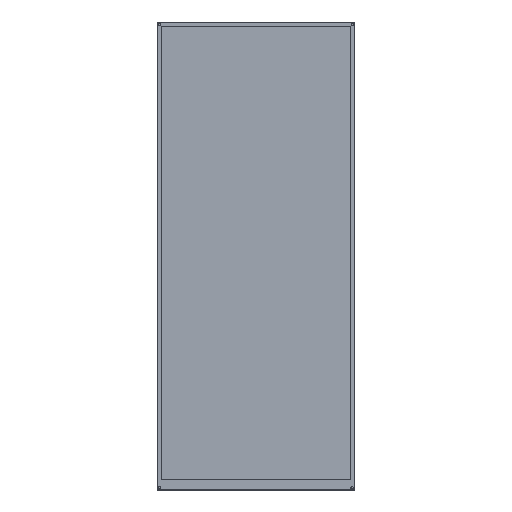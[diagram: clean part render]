
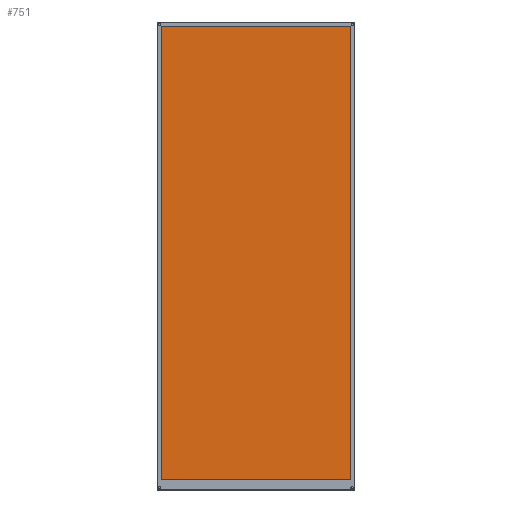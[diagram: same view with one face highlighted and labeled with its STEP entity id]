
A CAD part, top view. The second image highlights one B-rep face of the part: STEP entity #751.
In plain terms, the highlighted planar face has unit normal (0, 0, 1).
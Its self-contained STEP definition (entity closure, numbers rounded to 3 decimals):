
#51=PLANE('',#839);
#93=FACE_OUTER_BOUND('',#147,.T.);
#147=EDGE_LOOP('',(#687,#688,#689,#690));
#155=LINE('',#1097,#225);
#206=LINE('',#1250,#276);
#210=LINE('',#1257,#280);
#212=LINE('',#1260,#282);
#225=VECTOR('',#883,10.);
#276=VECTOR('',#1034,10.);
#280=VECTOR('',#1040,10.);
#282=VECTOR('',#1044,10.);
#331=VERTEX_POINT('',#1094);
#332=VERTEX_POINT('',#1096);
#383=VERTEX_POINT('',#1248);
#384=VERTEX_POINT('',#1249);
#403=EDGE_CURVE('',#332,#331,#155,.T.);
#478=EDGE_CURVE('',#383,#384,#206,.T.);
#482=EDGE_CURVE('',#384,#332,#210,.T.);
#484=EDGE_CURVE('',#331,#383,#212,.T.);
#687=ORIENTED_EDGE('',*,*,#478,.T.);
#688=ORIENTED_EDGE('',*,*,#482,.T.);
#689=ORIENTED_EDGE('',*,*,#403,.T.);
#690=ORIENTED_EDGE('',*,*,#484,.T.);
#751=ADVANCED_FACE('',(#93),#51,.T.);
#839=AXIS2_PLACEMENT_3D('',#1272,#1057,#1058);
#883=DIRECTION('',(0.,1.,0.));
#1034=DIRECTION('',(0.,-1.,0.));
#1040=DIRECTION('',(1.,0.,0.));
#1044=DIRECTION('',(-1.,0.,0.));
#1057=DIRECTION('center_axis',(0.,0.,1.));
#1058=DIRECTION('ref_axis',(1.,0.,0.));
#1094=CARTESIAN_POINT('',(57.5,137.5,2.5));
#1096=CARTESIAN_POINT('',(57.5,-137.5,2.5));
#1097=CARTESIAN_POINT('',(57.5,68.75,2.5));
#1248=CARTESIAN_POINT('',(-57.5,137.5,2.5));
#1249=CARTESIAN_POINT('',(-57.5,-137.5,2.5));
#1250=CARTESIAN_POINT('',(-57.5,-68.75,2.5));
#1257=CARTESIAN_POINT('',(28.75,-137.5,2.5));
#1260=CARTESIAN_POINT('',(-28.75,137.5,2.5));
#1272=CARTESIAN_POINT('Origin',(0.,0.,2.5));
